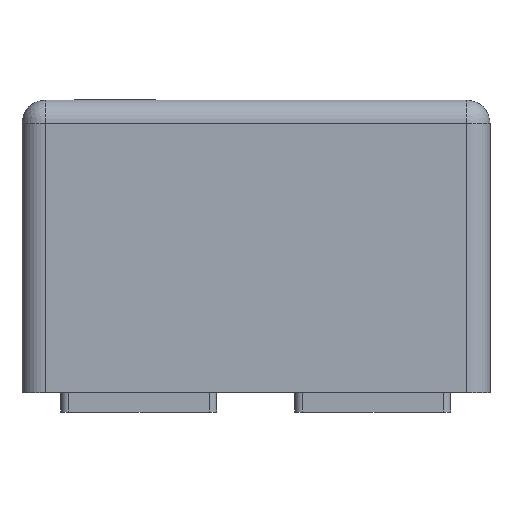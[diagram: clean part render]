
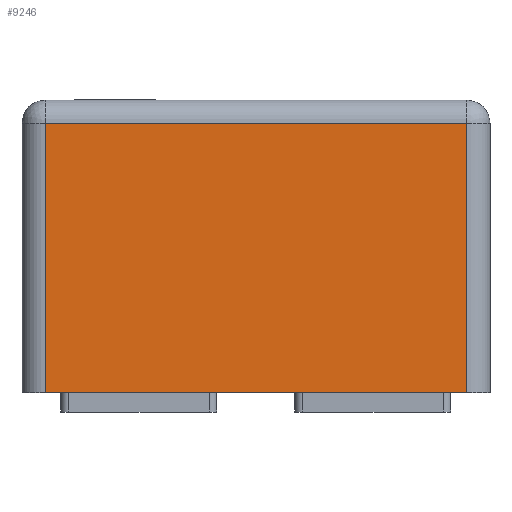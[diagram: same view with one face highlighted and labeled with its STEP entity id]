
A CAD part, front view. The second image highlights one B-rep face of the part: STEP entity #9246.
In plain terms, the highlighted planar face has unit normal (0, -1, 0).
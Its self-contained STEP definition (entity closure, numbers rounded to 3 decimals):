
#620=PLANE('',#9826);
#944=FACE_OUTER_BOUND('',#1469,.T.);
#1469=EDGE_LOOP('',(#6496,#6497,#6498,#6499));
#2021=LINE('',#12296,#3004);
#2024=LINE('',#12306,#3007);
#2026=LINE('',#12312,#3009);
#2027=LINE('',#12313,#3010);
#3004=VECTOR('',#10389,0.54);
#3007=VECTOR('',#10398,0.345);
#3009=VECTOR('',#10404,0.345);
#3010=VECTOR('',#10405,0.54);
#4079=VERTEX_POINT('',#12293);
#4080=VERTEX_POINT('',#12295);
#4084=VERTEX_POINT('',#12305);
#4086=VERTEX_POINT('',#12311);
#5035=EDGE_CURVE('',#4080,#4079,#2021,.T.);
#5040=EDGE_CURVE('',#4080,#4084,#2024,.T.);
#5043=EDGE_CURVE('',#4086,#4079,#2026,.T.);
#5044=EDGE_CURVE('',#4084,#4086,#2027,.T.);
#6496=ORIENTED_EDGE('',*,*,#5035,.T.);
#6497=ORIENTED_EDGE('',*,*,#5043,.F.);
#6498=ORIENTED_EDGE('',*,*,#5044,.F.);
#6499=ORIENTED_EDGE('',*,*,#5040,.F.);
#9246=ADVANCED_FACE('',(#944),#620,.T.);
#9826=AXIS2_PLACEMENT_3D('',#12310,#10402,#10403);
#10389=DIRECTION('',(1.,0.,0.));
#10398=DIRECTION('',(0.,0.,1.));
#10402=DIRECTION('center_axis',(0.,-1.,0.));
#10403=DIRECTION('ref_axis',(1.,0.,0.));
#10404=DIRECTION('',(0.,0.,-1.));
#10405=DIRECTION('',(1.,0.,0.));
#12293=CARTESIAN_POINT('',(0.27,-0.5,0.025));
#12295=CARTESIAN_POINT('',(-0.27,-0.5,0.025));
#12296=CARTESIAN_POINT('',(-0.15,-0.5,0.025));
#12305=CARTESIAN_POINT('',(-0.27,-0.5,0.37));
#12306=CARTESIAN_POINT('',(-0.27,-0.5,0.));
#12310=CARTESIAN_POINT('Origin',(-0.3,-0.5,0.));
#12311=CARTESIAN_POINT('',(0.27,-0.5,0.37));
#12312=CARTESIAN_POINT('',(0.27,-0.5,0.));
#12313=CARTESIAN_POINT('',(-0.15,-0.5,0.37));
